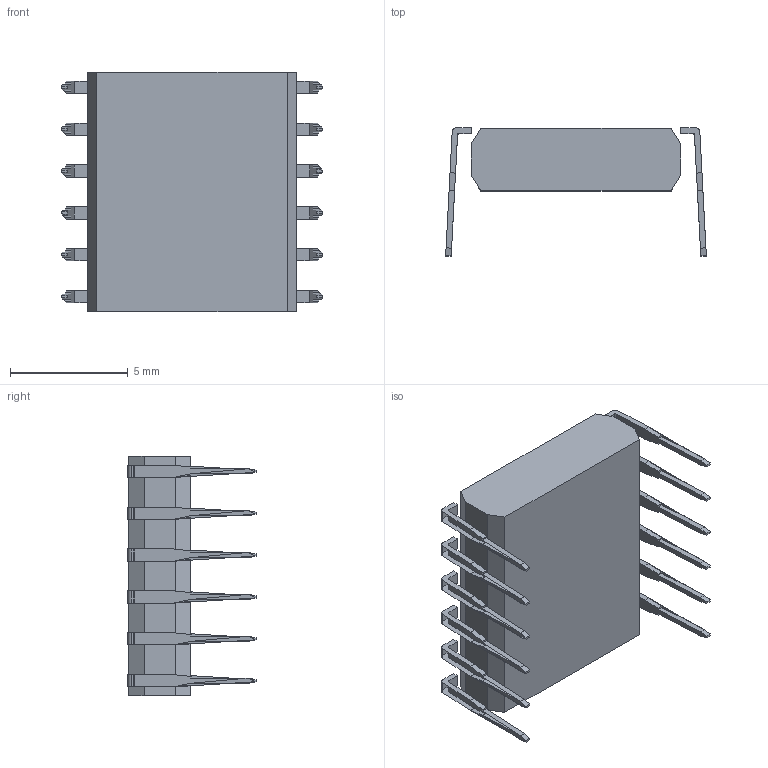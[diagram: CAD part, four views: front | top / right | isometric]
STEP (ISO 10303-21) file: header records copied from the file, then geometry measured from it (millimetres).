
FILE_DESCRIPTION (( 'STEP AP214' ), '1' );
FILE_NAME ( 'PowerIntegrations_eDIP-12B.step', '2018-3-23T21:21:58', ( '' ), ( '' ), 'EDABuilder', 'EMA Design Automation', '' );
FILE_SCHEMA (( 'AUTOMOTIVE_DESIGN' ));
Length unit declared in the file: millimetre
Products named in the file (1): face1_BC
Bounding box: 11.08 x 5.44 x 10.16 mm (x, y, z)
Volume: 245.7 mm3; surface area: 363.9 mm2
Topology: 13 solids, 13 shells, 226 faces, 600 edges, 400 vertices
Faces by surface type: plane 202, cylinder 24
Entity records: 7045 total; most frequent: CARTESIAN_POINT 1240, ORIENTED_EDGE 1200, DIRECTION 1128, EDGE_CURVE 600, LINE 552, VECTOR 552, VERTEX_POINT 400, AXIS2_PLACEMENT_3D 288
